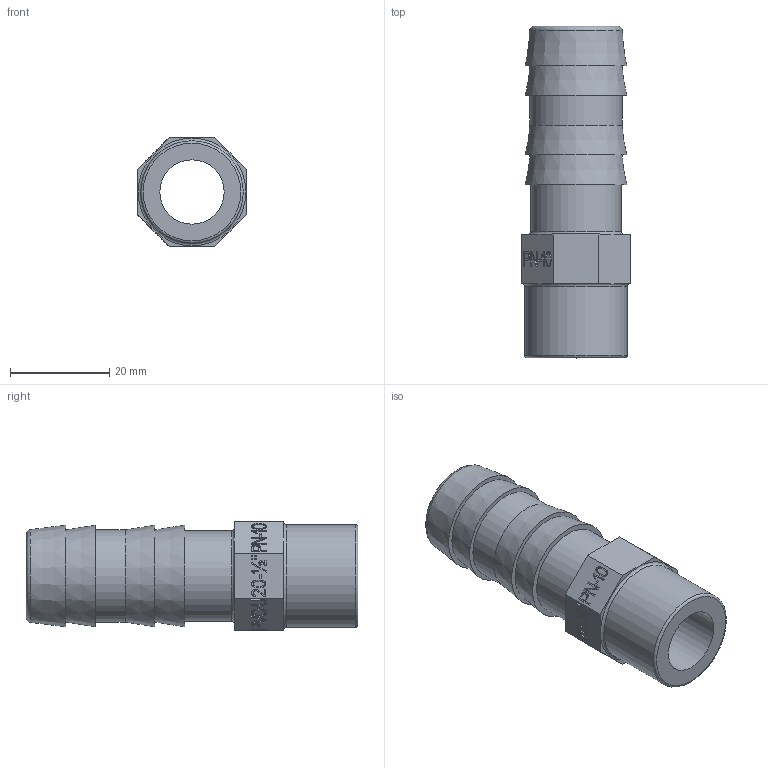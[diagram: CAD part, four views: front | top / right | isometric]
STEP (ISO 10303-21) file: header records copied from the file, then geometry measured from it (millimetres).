
FILE_DESCRIPTION( ( 'Unknown' ), '1' );
FILE_NAME( 'Espiga ø 20-½''''_Rev.1.stp', 'Unknown', ( 'Unknown' ), ( 'Unknown' ), 'PSStep 16.0.42', 'Unknown', ' ' );
FILE_SCHEMA( ( 'AUTOMOTIVE_DESIGN { 1 0 10303 214 1 1 1 1 }' ) );
Length unit declared in the file: millimetre
Products named in the file (1): 1
Bounding box: 22 x 67 x 22 mm (x, y, z)
Volume: 12178.9 mm3; surface area: 7775.8 mm2
Topology: 1 solids, 1 shells, 240 faces, 616 edges, 410 vertices
Faces by surface type: plane 149, extrusion 60, cylinder 23, torus 4, cone 4
Full cylindrical faces by diameter (mm): 5.76 x1, 6 x1, 13 x1, 18.2 x1, 18.599 x1, 20.7 x1
Entity records: 9600 total; most frequent: CARTESIAN_POINT 2063, ORIENTED_EDGE 1198, DIRECTION 958, EDGE_CURVE 599, VECTOR 482, LINE 422, VERTEX_POINT 407, EDGE_LOOP 288
